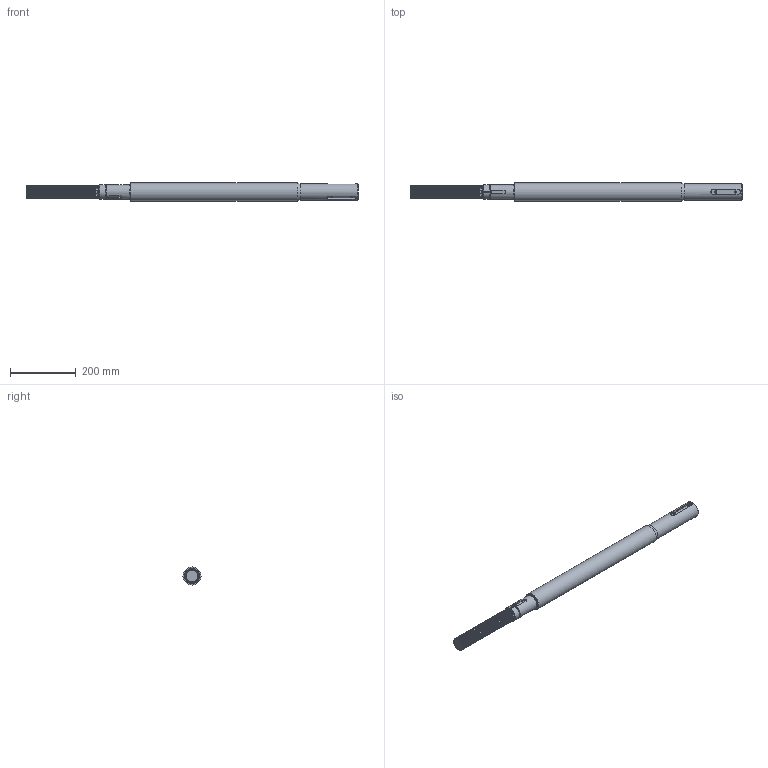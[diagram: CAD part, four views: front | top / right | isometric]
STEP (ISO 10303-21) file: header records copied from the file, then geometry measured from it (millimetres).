
FILE_DESCRIPTION(('STEP AP214'), '1');
FILE_NAME('Âàë ýêñïðåññî', '', ('UNSPECIFIED'), ('UNSPECIFIED'), 'ASCON STEP Converter 1.3', 'ASCON Math Kernel', '');
FILE_SCHEMA(('AUTOMOTIVE_DESIGN { 1 0 10303 214 3 1 1}'));
Length unit declared in the file: millimetre
Bounding box: 1010 x 55 x 55 mm (x, y, z)
Volume: 1952611.4 mm3; surface area: 176104.6 mm2
Topology: 1 solids, 1 shells, 327 faces, 838 edges, 524 vertices
Faces by surface type: cylinder 96, torus 78, revolution 48, extrusion 48, cone 37, plane 20
Full cylindrical faces by diameter (mm): 4.917 x4, 39.675 x1, 42.8 x1, 44.5 x1, 45 x1, 50 x1, 55 x1
Entity records: 20607 total; most frequent: CARTESIAN_POINT 10375, ORIENTED_EDGE 1618, DIRECTION 1429, EDGE_CURVE 809, AXIS2_PLACEMENT_3D 572, VERTEX_POINT 514, B_SPLINE_CURVE_WITH_KNOTS 376, EDGE_LOOP 357
